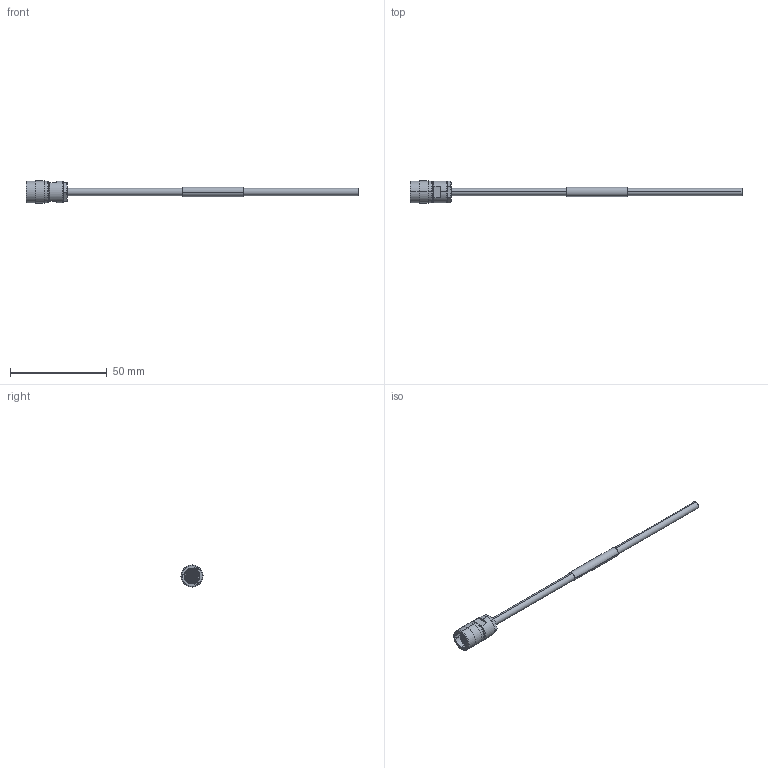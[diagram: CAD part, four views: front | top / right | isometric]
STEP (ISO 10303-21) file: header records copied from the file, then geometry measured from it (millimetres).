
FILE_DESCRIPTION (( 'STEP AP214' ), '1' );
FILE_NAME ('FM3MSA00492_3D.step', '2023-08-21T22:26:55', ( '' ), ( '' ), 'SwSTEP 2.0', 'SolidWorks 2022', '' );
FILE_SCHEMA (( 'AUTOMOTIVE_DESIGN' ));
Length unit declared in the file: inch
Products named in the file (7): Copy of 10-10030-MA2^Copy of 10-10030_FM3MSA00492; FM3MSA00492_3D; Copy of 1AW01-003^FM3MSA00492_.182 ID x .75" long; Copy of 10-10030-MA1^Copy of 10-10030_FM3MSA00492; Copy of 30-02003^FM3MSA00492_6"; Copy of 10-10030-MA3^Copy of 10-10030_FM3MSA00492; Copy of 10-10030^FM3MSA00492
Assembly tree (6 placements, depth 3):
  FM3MSA00492_3D
    Copy of 30-02003^FM3MSA00492_6"
    Copy of 10-10030^FM3MSA00492
      Copy of 10-10030-MA1^Copy of 10-10030_FM3MSA00492
      Copy of 10-10030-MA2^Copy of 10-10030_FM3MSA00492
      Copy of 10-10030-MA3^Copy of 10-10030_FM3MSA00492
    Copy of 1AW01-003^FM3MSA00492_.182 ID x .75" long
Bounding box: 171.6 x 11.5 x 11.5 mm (x, y, z)
Volume: 3293.6 mm3; surface area: 5320.5 mm2
Topology: 5 solids, 5 shells, 233 faces, 574 edges, 372 vertices
Faces by surface type: plane 96, cylinder 82, cone 22, torus 18, bspline 15
Entity records: 9327 total; most frequent: CARTESIAN_POINT 2951, DIRECTION 1163, ORIENTED_EDGE 1144, EDGE_CURVE 572, AXIS2_PLACEMENT_3D 459, VERTEX_POINT 372, EDGE_LOOP 264, VECTOR 245
